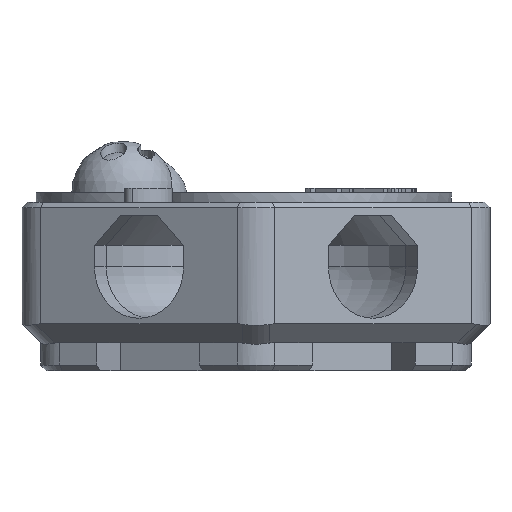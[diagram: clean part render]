
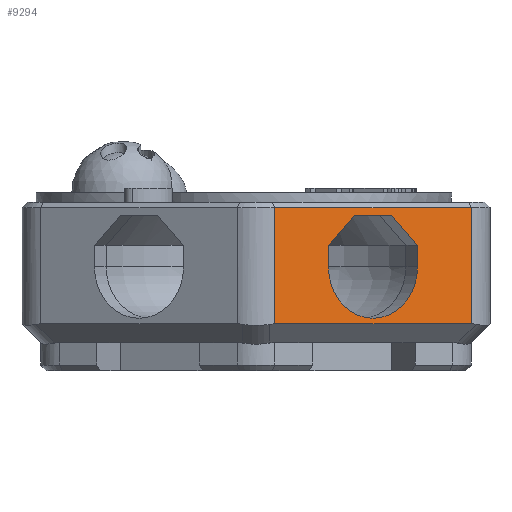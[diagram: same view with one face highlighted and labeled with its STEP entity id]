
A CAD part, left-side view. The second image highlights one B-rep face of the part: STEP entity #9294.
In plain terms, the highlighted planar face has unit normal (-0.866, -0.5, 0).
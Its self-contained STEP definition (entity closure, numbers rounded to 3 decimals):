
#117=FACE_BOUND('',#1629,.T.);
#473=PLANE('',#9891);
#653=CIRCLE('',#9827,5.5);
#1094=FACE_OUTER_BOUND('',#1628,.T.);
#1628=EDGE_LOOP('',(#8399,#8400,#8401,#8402));
#1629=EDGE_LOOP('',(#8403,#8404,#8405,#8406,#8407,#8408));
#2539=LINE('',#16533,#3576);
#2542=LINE('',#16539,#3579);
#2546=LINE('',#16547,#3583);
#2548=LINE('',#16551,#3585);
#2554=LINE('',#16568,#3591);
#2601=LINE('',#16678,#3638);
#2618=LINE('',#16729,#3655);
#2619=LINE('',#16737,#3656);
#2620=LINE('',#16738,#3657);
#3576=VECTOR('',#11702,10.);
#3579=VECTOR('',#11707,10.);
#3583=VECTOR('',#11713,10.);
#3585=VECTOR('',#11717,10.);
#3591=VECTOR('',#11741,10.);
#3638=VECTOR('',#11854,10.);
#3655=VECTOR('',#11911,10.);
#3656=VECTOR('',#11920,10.);
#3657=VECTOR('',#11921,10.);
#4651=VERTEX_POINT('',#16530);
#4652=VERTEX_POINT('',#16532);
#4654=VERTEX_POINT('',#16538);
#4656=VERTEX_POINT('',#16544);
#4657=VERTEX_POINT('',#16546);
#4658=VERTEX_POINT('',#16550);
#4689=VERTEX_POINT('',#16672);
#4690=VERTEX_POINT('',#16676);
#4704=VERTEX_POINT('',#16728);
#4707=VERTEX_POINT('',#16736);
#5867=EDGE_CURVE('',#4652,#4651,#2539,.T.);
#5870=EDGE_CURVE('',#4654,#4652,#2542,.T.);
#5874=EDGE_CURVE('',#4657,#4656,#2546,.T.);
#5876=EDGE_CURVE('',#4658,#4657,#2548,.T.);
#5878=EDGE_CURVE('',#4651,#4658,#653,.T.);
#5885=EDGE_CURVE('',#4656,#4654,#2554,.T.);
#5940=EDGE_CURVE('',#4689,#4690,#2601,.T.);
#5965=EDGE_CURVE('',#4704,#4690,#2618,.T.);
#5969=EDGE_CURVE('',#4707,#4689,#2619,.T.);
#5970=EDGE_CURVE('',#4707,#4704,#2620,.T.);
#8399=ORIENTED_EDGE('',*,*,#5940,.F.);
#8400=ORIENTED_EDGE('',*,*,#5969,.F.);
#8401=ORIENTED_EDGE('',*,*,#5970,.T.);
#8402=ORIENTED_EDGE('',*,*,#5965,.T.);
#8403=ORIENTED_EDGE('',*,*,#5874,.T.);
#8404=ORIENTED_EDGE('',*,*,#5885,.T.);
#8405=ORIENTED_EDGE('',*,*,#5870,.T.);
#8406=ORIENTED_EDGE('',*,*,#5867,.T.);
#8407=ORIENTED_EDGE('',*,*,#5878,.T.);
#8408=ORIENTED_EDGE('',*,*,#5876,.T.);
#9294=ADVANCED_FACE('',(#1094,#117),#473,.T.);
#9827=AXIS2_PLACEMENT_3D('',#16554,#11721,#11722);
#9891=AXIS2_PLACEMENT_3D('',#16735,#11918,#11919);
#11702=DIRECTION('',(0.,0.,-1.));
#11707=DIRECTION('',(0.354,-0.612,-0.707));
#11713=DIRECTION('',(0.354,-0.612,0.707));
#11717=DIRECTION('',(0.,0.,1.));
#11721=DIRECTION('center_axis',(0.866,0.5,0.));
#11722=DIRECTION('ref_axis',(-0.5,0.866,0.));
#11741=DIRECTION('',(0.5,-0.866,0.));
#11854=DIRECTION('',(0.5,-0.866,0.));
#11911=DIRECTION('',(0.,0.,1.));
#11918=DIRECTION('center_axis',(-0.866,-0.5,0.));
#11919=DIRECTION('ref_axis',(0.5,-0.866,0.));
#11920=DIRECTION('',(0.,0.,1.));
#11921=DIRECTION('',(0.5,-0.866,0.));
#16530=CARTESIAN_POINT('',(-18.901,-17.263,6.1));
#16532=CARTESIAN_POINT('',(-18.901,-17.263,8.378));
#16533=CARTESIAN_POINT('',(-18.901,-17.263,4.189));
#16538=CARTESIAN_POINT('',(-20.512,-14.473,11.6));
#16539=CARTESIAN_POINT('',(-21.151,-13.366,12.878));
#16544=CARTESIAN_POINT('',(-22.79,-10.527,11.6));
#16546=CARTESIAN_POINT('',(-24.401,-7.737,8.378));
#16547=CARTESIAN_POINT('',(-26.565,-3.989,4.05));
#16550=CARTESIAN_POINT('',(-24.401,-7.737,6.1));
#16551=CARTESIAN_POINT('',(-24.401,-7.737,3.05));
#16554=CARTESIAN_POINT('Origin',(-21.651,-12.5,6.1));
#16568=CARTESIAN_POINT('',(-30.387,2.632,11.6));
#16672=CARTESIAN_POINT('',(-27.713,-2.,12.4));
#16676=CARTESIAN_POINT('',(-15.588,-23.,12.4));
#16678=CARTESIAN_POINT('',(-25.259,-6.25,12.4));
#16728=CARTESIAN_POINT('',(-15.588,-23.,0.));
#16729=CARTESIAN_POINT('',(-15.588,-23.,3.));
#16735=CARTESIAN_POINT('Origin',(-28.868,0.,0.));
#16736=CARTESIAN_POINT('',(-27.713,-2.,0.));
#16737=CARTESIAN_POINT('',(-27.713,-2.,3.));
#16738=CARTESIAN_POINT('',(-28.868,0.,0.));
